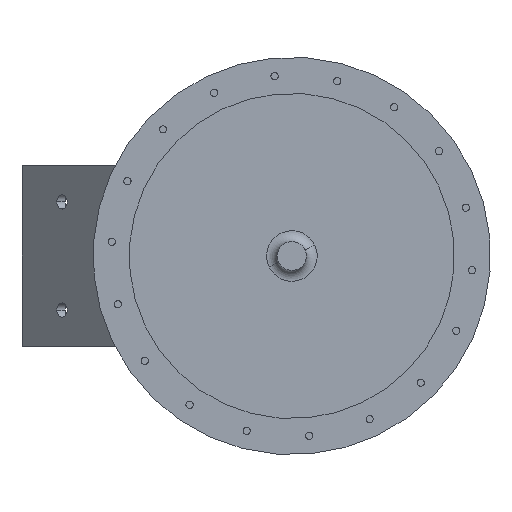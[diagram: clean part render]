
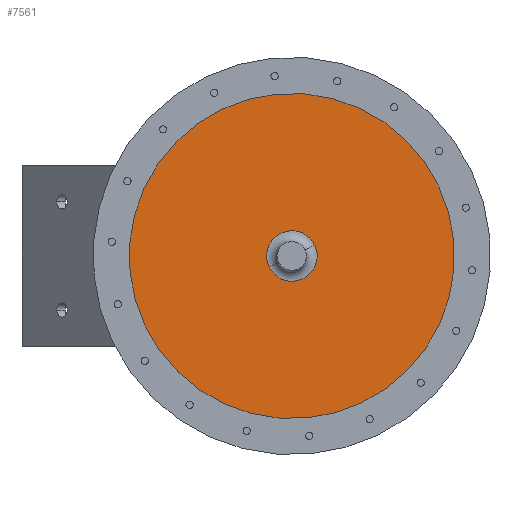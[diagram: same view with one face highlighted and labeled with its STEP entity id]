
A CAD part, left-side view. The second image highlights one B-rep face of the part: STEP entity #7561.
In plain terms, the highlighted face is planar.
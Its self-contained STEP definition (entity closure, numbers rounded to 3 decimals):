
#537 = DIRECTION ( 'NONE',  ( 1., 0., 0. ) ) ;
#1653 = ORIENTED_EDGE ( 'NONE', *, *, #10725, .T. ) ;
#1941 = EDGE_CURVE ( 'NONE', #3031, #10420, #6976, .T. ) ;
#2421 = EDGE_CURVE ( 'NONE', #9056, #6125, #10052, .T. ) ;
#3031 = VERTEX_POINT ( 'NONE', #4496 ) ;
#3426 = CARTESIAN_POINT ( 'NONE',  ( 0., 0., -3. ) ) ;
#3459 = DIRECTION ( 'NONE',  ( 1., 0., 0. ) ) ;
#4398 = ORIENTED_EDGE ( 'NONE', *, *, #1941, .F. ) ;
#4496 = CARTESIAN_POINT ( 'NONE',  ( 45., 0., -3. ) ) ;
#4580 = ORIENTED_EDGE ( 'NONE', *, *, #2421, .T. ) ;
#4978 = CARTESIAN_POINT ( 'NONE',  ( 7., 0., -3. ) ) ;
#4988 = CARTESIAN_POINT ( 'NONE',  ( 0., 0., -3. ) ) ;
#5026 = ORIENTED_EDGE ( 'NONE', *, *, #10918, .F. ) ;
#5342 = DIRECTION ( 'NONE',  ( 0., 0., -1. ) ) ;
#5609 = AXIS2_PLACEMENT_3D ( 'NONE', #3426, #9399, #3459 ) ;
#6125 = VERTEX_POINT ( 'NONE', #8679 ) ;
#6976 = CIRCLE ( 'NONE', #5609, 45. ) ;
#7314 = CARTESIAN_POINT ( 'NONE',  ( 0., 0., -3. ) ) ;
#7402 = DIRECTION ( 'NONE',  ( 1., 0., 0. ) ) ;
#7489 = CIRCLE ( 'NONE', #7810, 45. ) ;
#7561 = ADVANCED_FACE ( 'NONE', ( #7908, #8520 ), #9972, .T. ) ;
#7810 = AXIS2_PLACEMENT_3D ( 'NONE', #7314, #5342, #537 ) ;
#7908 = FACE_BOUND ( 'NONE', #8631, .T. ) ;
#7911 = DIRECTION ( 'NONE',  ( 1., 0., 0. ) ) ;
#7986 = DIRECTION ( 'NONE',  ( 0., 0., 1. ) ) ;
#8211 = DIRECTION ( 'NONE',  ( 0., 0., -1. ) ) ;
#8520 = FACE_OUTER_BOUND ( 'NONE', #11371, .T. ) ;
#8631 = EDGE_LOOP ( 'NONE', ( #4580, #1653 ) ) ;
#8679 = CARTESIAN_POINT ( 'NONE',  ( -7., 0., -3. ) ) ;
#9056 = VERTEX_POINT ( 'NONE', #4978 ) ;
#9341 = DIRECTION ( 'NONE',  ( 0., 0., -1. ) ) ;
#9399 = DIRECTION ( 'NONE',  ( 0., 0., -1. ) ) ;
#9972 = PLANE ( 'NONE',  #12247 ) ;
#10052 = CIRCLE ( 'NONE', #10850, 7. ) ;
#10420 = VERTEX_POINT ( 'NONE', #11250 ) ;
#10424 = CIRCLE ( 'NONE', #11273, 7. ) ;
#10454 = CARTESIAN_POINT ( 'NONE',  ( 0., 0., -3. ) ) ;
#10725 = EDGE_CURVE ( 'NONE', #6125, #9056, #10424, .T. ) ;
#10850 = AXIS2_PLACEMENT_3D ( 'NONE', #10454, #9341, #7402 ) ;
#10918 = EDGE_CURVE ( 'NONE', #10420, #3031, #7489, .T. ) ;
#11015 = CARTESIAN_POINT ( 'NONE',  ( 0., 0., -3. ) ) ;
#11061 = DIRECTION ( 'NONE',  ( 1., 0., 0. ) ) ;
#11250 = CARTESIAN_POINT ( 'NONE',  ( -45., 0., -3. ) ) ;
#11273 = AXIS2_PLACEMENT_3D ( 'NONE', #11015, #8211, #11061 ) ;
#11371 = EDGE_LOOP ( 'NONE', ( #5026, #4398 ) ) ;
#12247 = AXIS2_PLACEMENT_3D ( 'NONE', #4988, #7986, #7911 ) ;
